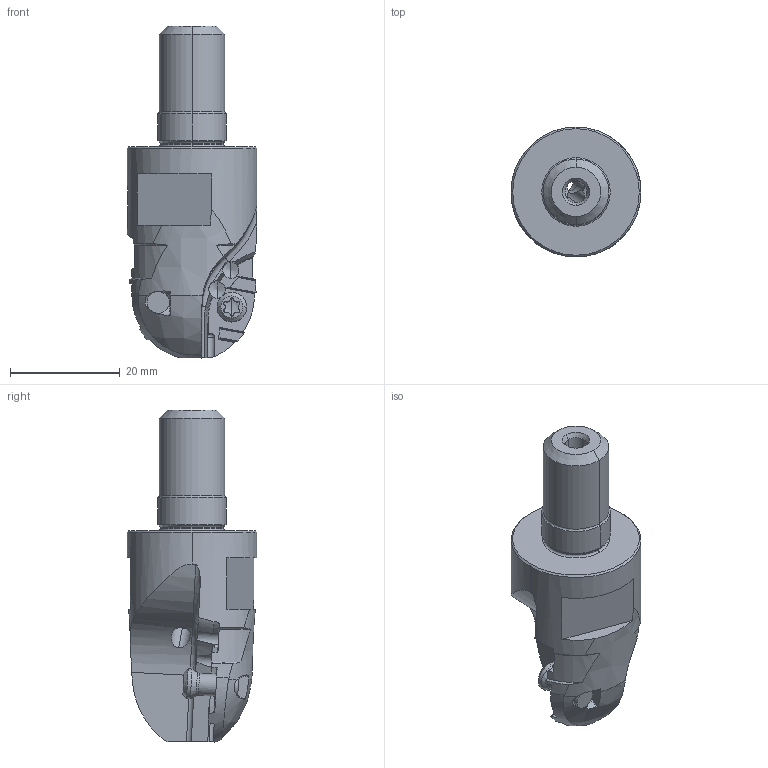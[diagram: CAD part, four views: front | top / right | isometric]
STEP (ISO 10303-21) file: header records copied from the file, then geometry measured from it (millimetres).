
FILE_DESCRIPTION(/* description */ (''),/* implementation_level */ '2;1');
FILE_NAME(/* name */ 'SRM216AM12S40.stp',/* time_stamp */ '2017-11-08T14:26:17+09:00',/* author */ (''),/* organization */ (''),/* preprocessor_version */ 'ST-DEVELOPER v16',/* originating_system */ 'SIEMENS PLM Software NX 10.0',/* authorisation */ '');
FILE_SCHEMA (('AUTOMOTIVE_DESIGN { 1 0 10303 214 3 1 1 1 }'));
Length unit declared in the file: millimetre
Products named in the file (1): SRM216AM12S40_ASM
Bounding box: 23.7 x 23.7 x 60.6 mm (x, y, z)
Volume: 12092.8 mm3; surface area: 5359.7 mm2
Topology: 3 solids, 3 shells, 239 faces, 686 edges, 441 vertices
Faces by surface type: cylinder 93, plane 69, cone 51, torus 16, sphere 6, bspline 4
Entity records: 9709 total; most frequent: CARTESIAN_POINT 3579, ORIENTED_EDGE 1344, DIRECTION 1207, EDGE_CURVE 672, AXIS2_PLACEMENT_3D 497, VERTEX_POINT 441, EDGE_LOOP 249, CIRCLE 241
